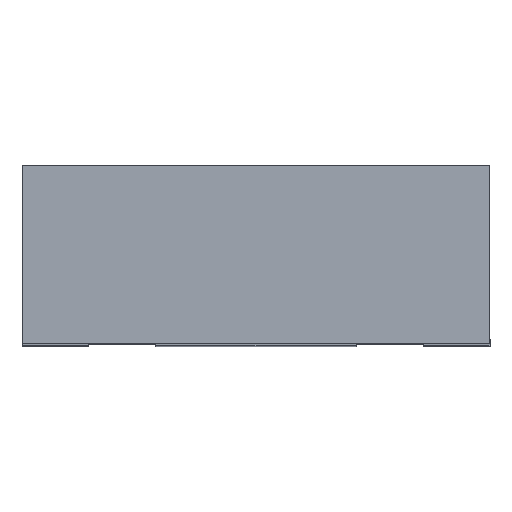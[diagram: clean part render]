
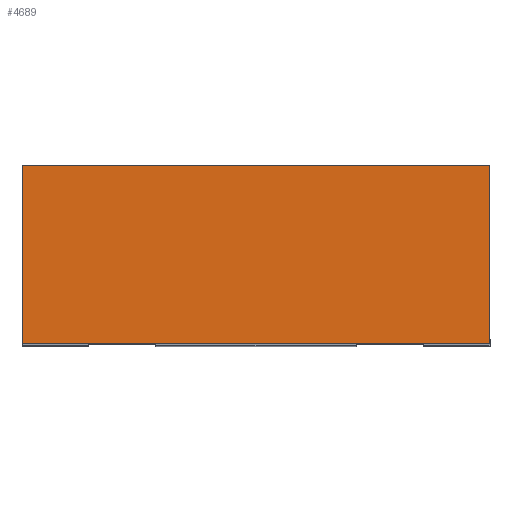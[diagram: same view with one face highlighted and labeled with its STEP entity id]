
A CAD part, top view. The second image highlights one B-rep face of the part: STEP entity #4689.
In plain terms, the highlighted planar face has unit normal (0, 0, 1).
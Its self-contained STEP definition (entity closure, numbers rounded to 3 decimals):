
#305 = AXIS2_PLACEMENT_3D ( 'NONE', #3224, #661, #4275 ) ;
#405 = EDGE_CURVE ( 'NONE', #5003, #5403, #2015, .T. ) ;
#661 = DIRECTION ( 'NONE',  ( 0., 0., -1. ) ) ;
#710 = PLANE ( 'NONE',  #305 ) ;
#778 = VECTOR ( 'NONE', #6343, 1000. ) ;
#932 = LINE ( 'NONE', #3049, #5508 ) ;
#971 = ORIENTED_EDGE ( 'NONE', *, *, #3812, .F. ) ;
#1232 = VERTEX_POINT ( 'NONE', #4393 ) ;
#1897 = VECTOR ( 'NONE', #3052, 1000. ) ;
#1945 = ORIENTED_EDGE ( 'NONE', *, *, #6254, .T. ) ;
#2015 = LINE ( 'NONE', #5818, #3403 ) ;
#2162 = DIRECTION ( 'NONE',  ( 1., 0., 0. ) ) ;
#2652 = CARTESIAN_POINT ( 'NONE',  ( 1.05, 0., 1.05 ) ) ;
#3049 = CARTESIAN_POINT ( 'NONE',  ( 1.05, 0.8, 1.05 ) ) ;
#3052 = DIRECTION ( 'NONE',  ( 0., -1., 0. ) ) ;
#3100 = LINE ( 'NONE', #6319, #778 ) ;
#3224 = CARTESIAN_POINT ( 'NONE',  ( -1.05, 0.8, 1.05 ) ) ;
#3403 = VECTOR ( 'NONE', #2162, 1000. ) ;
#3812 = EDGE_CURVE ( 'NONE', #5403, #4561, #932, .T. ) ;
#3850 = FACE_OUTER_BOUND ( 'NONE', #5087, .T. ) ;
#4275 = DIRECTION ( 'NONE',  ( -1., 0., 0. ) ) ;
#4393 = CARTESIAN_POINT ( 'NONE',  ( -1.05, 0., 1.05 ) ) ;
#4561 = VERTEX_POINT ( 'NONE', #2652 ) ;
#4580 = EDGE_CURVE ( 'NONE', #1232, #4561, #3100, .T. ) ;
#4616 = CARTESIAN_POINT ( 'NONE',  ( 1.05, 0.8, 1.05 ) ) ;
#4661 = LINE ( 'NONE', #5647, #1897 ) ;
#4689 = ADVANCED_FACE ( 'NONE', ( #3850 ), #710, .F. ) ;
#5003 = VERTEX_POINT ( 'NONE', #5590 ) ;
#5087 = EDGE_LOOP ( 'NONE', ( #5135, #971, #6294, #1945 ) ) ;
#5135 = ORIENTED_EDGE ( 'NONE', *, *, #4580, .T. ) ;
#5403 = VERTEX_POINT ( 'NONE', #4616 ) ;
#5508 = VECTOR ( 'NONE', #6207, 1000. ) ;
#5590 = CARTESIAN_POINT ( 'NONE',  ( -1.05, 0.8, 1.05 ) ) ;
#5647 = CARTESIAN_POINT ( 'NONE',  ( -1.05, 0.8, 1.05 ) ) ;
#5818 = CARTESIAN_POINT ( 'NONE',  ( -1.05, 0.8, 1.05 ) ) ;
#6207 = DIRECTION ( 'NONE',  ( 0., -1., 0. ) ) ;
#6254 = EDGE_CURVE ( 'NONE', #5003, #1232, #4661, .T. ) ;
#6294 = ORIENTED_EDGE ( 'NONE', *, *, #405, .F. ) ;
#6319 = CARTESIAN_POINT ( 'NONE',  ( -1.05, 0., 1.05 ) ) ;
#6343 = DIRECTION ( 'NONE',  ( 1., 0., 0. ) ) ;
